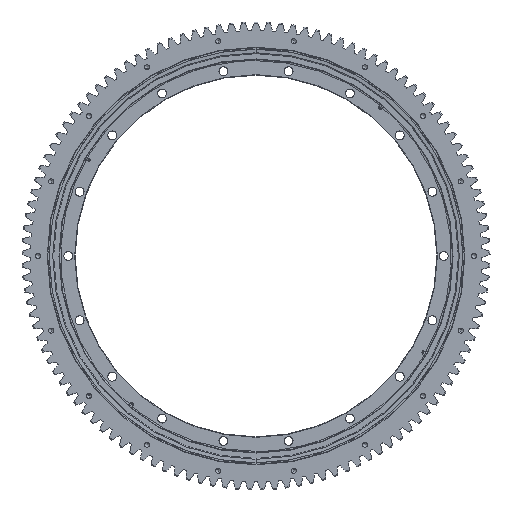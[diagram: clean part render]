
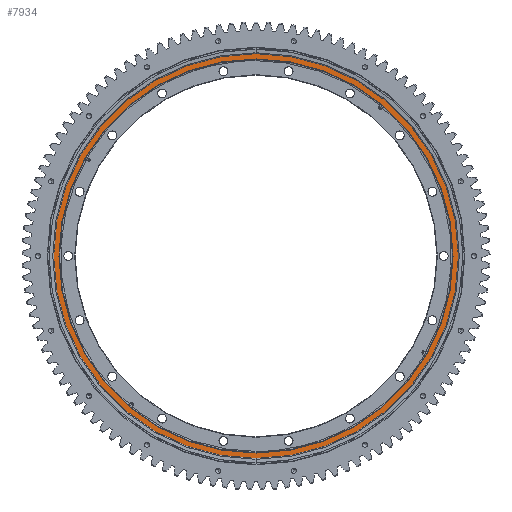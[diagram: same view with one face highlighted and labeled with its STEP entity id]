
A CAD part, front view. The second image highlights one B-rep face of the part: STEP entity #7934.
In plain terms, the highlighted planar face has unit normal (0, -1, 0).
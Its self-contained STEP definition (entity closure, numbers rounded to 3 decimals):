
#1218 = CARTESIAN_POINT ( 'NONE',  ( 0., -16.5, 0. ) ) ;
#1565 = ORIENTED_EDGE ( 'NONE', *, *, #35875, .F. ) ;
#2281 = DIRECTION ( 'NONE',  ( 0., 0., 1. ) ) ;
#2285 = DIRECTION ( 'NONE',  ( 0., 0., 1. ) ) ;
#4709 = DIRECTION ( 'NONE',  ( 0., 1., 0. ) ) ;
#4875 = CARTESIAN_POINT ( 'NONE',  ( 0., -16.5, -400. ) ) ;
#5489 = CIRCLE ( 'NONE', #35380, 420.25 ) ;
#5916 = DIRECTION ( 'NONE',  ( 0., 0., 1. ) ) ;
#5985 = VERTEX_POINT ( 'NONE', #29326 ) ;
#6414 = EDGE_LOOP ( 'NONE', ( #32053, #1565 ) ) ;
#7875 = FACE_BOUND ( 'NONE', #29902, .T. ) ;
#7920 = CARTESIAN_POINT ( 'NONE',  ( 0., -16.5, 400. ) ) ;
#7934 = ADVANCED_FACE ( 'NONE', ( #30906, #7875 ), #13126, .F. ) ;
#11537 = CARTESIAN_POINT ( 'NONE',  ( 0., -16.5, 0. ) ) ;
#12608 = CIRCLE ( 'NONE', #34134, 420.25 ) ;
#12903 = CIRCLE ( 'NONE', #33817, 400. ) ;
#13126 = PLANE ( 'NONE',  #27128 ) ;
#14720 = CARTESIAN_POINT ( 'NONE',  ( 0., -16.5, 0. ) ) ;
#14946 = AXIS2_PLACEMENT_3D ( 'NONE', #11537, #28932, #20672 ) ;
#15186 = EDGE_CURVE ( 'NONE', #25089, #17343, #12903, .T. ) ;
#15612 = DIRECTION ( 'NONE',  ( 0., 0., -1. ) ) ;
#16472 = EDGE_CURVE ( 'NONE', #17343, #25089, #31104, .T. ) ;
#17343 = VERTEX_POINT ( 'NONE', #4875 ) ;
#19091 = CARTESIAN_POINT ( 'NONE',  ( 0., -16.5, 0. ) ) ;
#20305 = DIRECTION ( 'NONE',  ( 0., 1., 0. ) ) ;
#20672 = DIRECTION ( 'NONE',  ( 0., 0., -1. ) ) ;
#22087 = DIRECTION ( 'NONE',  ( 0., 1., 0. ) ) ;
#24226 = DIRECTION ( 'NONE',  ( 0., 1., 0. ) ) ;
#25089 = VERTEX_POINT ( 'NONE', #7920 ) ;
#26702 = EDGE_CURVE ( 'NONE', #5985, #28885, #5489, .T. ) ;
#27128 = AXIS2_PLACEMENT_3D ( 'NONE', #36336, #4709, #2281 ) ;
#28885 = VERTEX_POINT ( 'NONE', #34098 ) ;
#28932 = DIRECTION ( 'NONE',  ( 0., 1., 0. ) ) ;
#29154 = ORIENTED_EDGE ( 'NONE', *, *, #15186, .T. ) ;
#29326 = CARTESIAN_POINT ( 'NONE',  ( 0., -16.5, 420.25 ) ) ;
#29902 = EDGE_LOOP ( 'NONE', ( #35056, #29154 ) ) ;
#30906 = FACE_OUTER_BOUND ( 'NONE', #6414, .T. ) ;
#31104 = CIRCLE ( 'NONE', #14946, 400. ) ;
#32053 = ORIENTED_EDGE ( 'NONE', *, *, #26702, .F. ) ;
#33817 = AXIS2_PLACEMENT_3D ( 'NONE', #1218, #24226, #15612 ) ;
#34098 = CARTESIAN_POINT ( 'NONE',  ( 0., -16.5, -420.25 ) ) ;
#34134 = AXIS2_PLACEMENT_3D ( 'NONE', #14720, #20305, #5916 ) ;
#35056 = ORIENTED_EDGE ( 'NONE', *, *, #16472, .T. ) ;
#35380 = AXIS2_PLACEMENT_3D ( 'NONE', #19091, #22087, #2285 ) ;
#35875 = EDGE_CURVE ( 'NONE', #28885, #5985, #12608, .T. ) ;
#36336 = CARTESIAN_POINT ( 'NONE',  ( -420.25, -16.5, 0. ) ) ;
